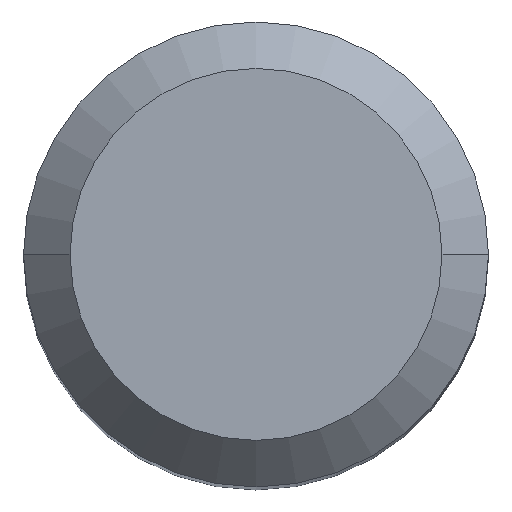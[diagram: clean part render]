
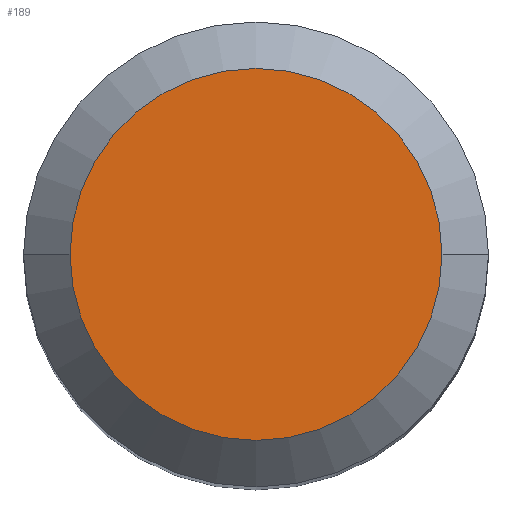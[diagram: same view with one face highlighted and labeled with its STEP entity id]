
A CAD part, top view. The second image highlights one B-rep face of the part: STEP entity #189.
In plain terms, the highlighted planar face has unit normal (0, 0, 1).
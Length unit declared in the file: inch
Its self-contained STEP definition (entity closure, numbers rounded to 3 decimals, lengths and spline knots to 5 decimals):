
#7 = CIRCLE ( 'NONE', #139, 0.18896 ) ;
#15 = ORIENTED_EDGE ( 'NONE', *, *, #328, .T. ) ;
#38 = EDGE_CURVE ( 'NONE', #460, #158, #7, .T. ) ;
#44 = CARTESIAN_POINT ( 'NONE',  ( 0.18896, 0., 0. ) ) ;
#48 = CARTESIAN_POINT ( 'NONE',  ( 0., 0., 0. ) ) ;
#69 = CIRCLE ( 'NONE', #355, 0.18896 ) ;
#71 = PLANE ( 'NONE',  #278 ) ;
#87 = EDGE_LOOP ( 'NONE', ( #281, #15 ) ) ;
#133 = DIRECTION ( 'NONE',  ( 0., 0., 1. ) ) ;
#139 = AXIS2_PLACEMENT_3D ( 'NONE', #48, #133, #379 ) ;
#143 = CARTESIAN_POINT ( 'NONE',  ( 0., 0., 0. ) ) ;
#158 = VERTEX_POINT ( 'NONE', #44 ) ;
#183 = CARTESIAN_POINT ( 'NONE',  ( 0., 0., 0. ) ) ;
#189 = ADVANCED_FACE ( 'NONE', ( #297 ), #71, .F. ) ;
#220 = DIRECTION ( 'NONE',  ( 0., 0., -1. ) ) ;
#256 = DIRECTION ( 'NONE',  ( 0., 0., 1. ) ) ;
#278 = AXIS2_PLACEMENT_3D ( 'NONE', #143, #220, #478 ) ;
#281 = ORIENTED_EDGE ( 'NONE', *, *, #38, .T. ) ;
#297 = FACE_OUTER_BOUND ( 'NONE', #87, .T. ) ;
#328 = EDGE_CURVE ( 'NONE', #158, #460, #69, .T. ) ;
#355 = AXIS2_PLACEMENT_3D ( 'NONE', #183, #256, #486 ) ;
#379 = DIRECTION ( 'NONE',  ( 1., 0., 0. ) ) ;
#449 = CARTESIAN_POINT ( 'NONE',  ( -0.18896, 0., 0. ) ) ;
#460 = VERTEX_POINT ( 'NONE', #449 ) ;
#478 = DIRECTION ( 'NONE',  ( -1., 0., 0. ) ) ;
#486 = DIRECTION ( 'NONE',  ( 1., 0., 0. ) ) ;
